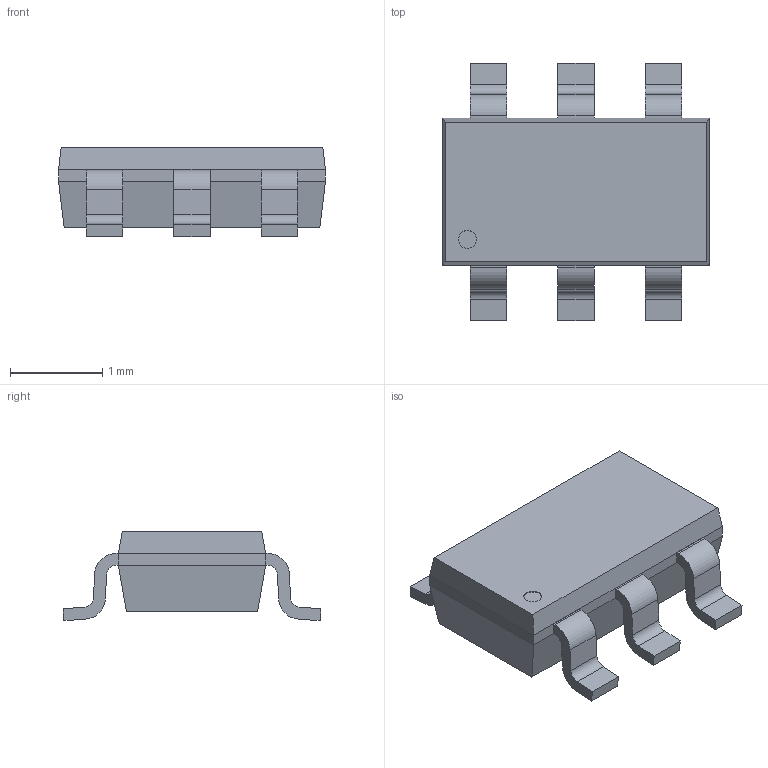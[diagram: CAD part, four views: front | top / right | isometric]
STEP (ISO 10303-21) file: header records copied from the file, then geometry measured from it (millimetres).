
FILE_DESCRIPTION( ( '' ), ' ' );
FILE_NAME( '5b5f8d1047e9a40ea85ce033.step', '2018-07-30T22:11:29', ( '' ), ( '' ), ' ', ' ', ' ' );
FILE_SCHEMA( ( 'AUTOMOTIVE_DESIGN { 1 0 10303 214 1 1 1 1 }' ) );
Length unit declared in the file: metre
Products named in the file (7): Open CASCADE STEP translator 6.8 7; Open CASCADE STEP translator 6.8 6; Open CASCADE STEP translator 6.8 5; Open CASCADE STEP translator 6.8 4; Open CASCADE STEP translator 6.8 3; Open CASCADE STEP translator 6.8 2; Open CASCADE STEP translator 6.8 1
Bounding box: 2.9 x 2.8 x 0.97 mm (x, y, z)
Volume: 4.1 mm3; surface area: 23.1 mm2
Topology: 7 solids, 7 shells, 100 faces, 247 edges, 162 vertices
Faces by surface type: plane 75, cylinder 25
Full cylindrical faces by diameter (mm): 0.194 x1
Entity records: 5038 total; most frequent: CARTESIAN_POINT 515, DIRECTION 510, ORIENTED_EDGE 492, STYLED_ITEM 346, PRESENTATION_STYLE_ASSIGNMENT 346, COLOUR_RGB 346, EDGE_CURVE 246, CURVE_STYLE 246
